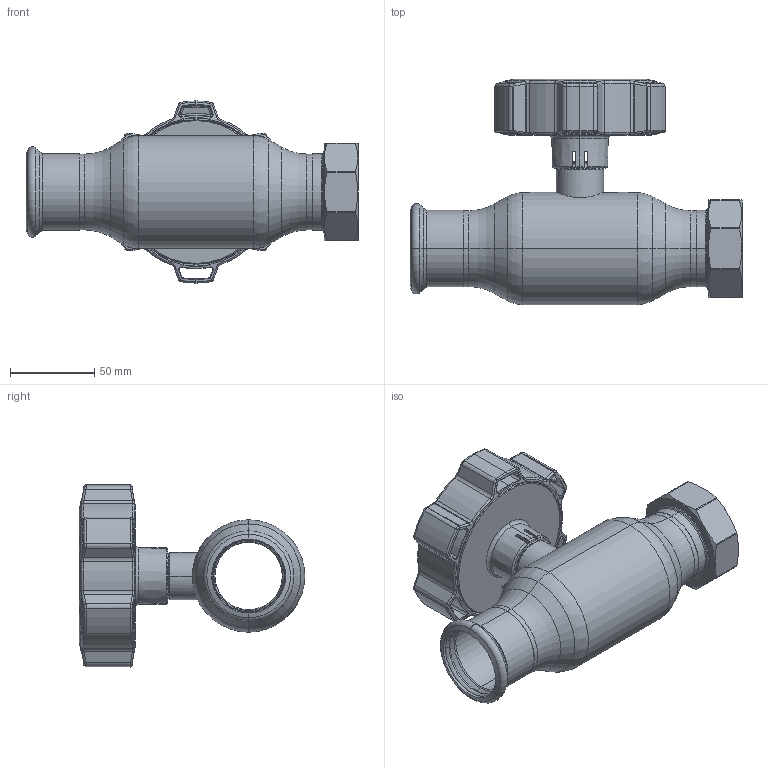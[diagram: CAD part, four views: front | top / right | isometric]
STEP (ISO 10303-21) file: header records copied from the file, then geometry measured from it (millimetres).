
FILE_DESCRIPTION (( 'STEP AP214' ), '1' );
FILE_NAME ('2040001400-0200.step', '2024-01-11T11:06:11', ( '' ), ( '' ), 'SwSTEP 2.0', 'SolidWorks 2021', '' );
FILE_SCHEMA (( 'AUTOMOTIVE_DESIGN' ));
Length unit declared in the file: millimetre
Products named in the file (1): 2040001400-0200
Bounding box: 196.9 x 133.84 x 107.98 mm (x, y, z)
Surface area: 98340.9 mm2 (no closed solid volume)
Topology: 0 solids, 11 shells, 549 faces, 1694 edges, 1110 vertices
Faces by surface type: bspline 158, cylinder 130, plane 111, torus 79, cone 65, sphere 6
Entity records: 33339 total; most frequent: CARTESIAN_POINT 13983, ORIENTED_EDGE 2900, DIRECTION 2350, EDGE_CURVE 1688, VERTEX_POINT 1110, AXIS2_PLACEMENT_3D 935, B_SPLINE_CURVE_WITH_KNOTS 642, EDGE_LOOP 583
